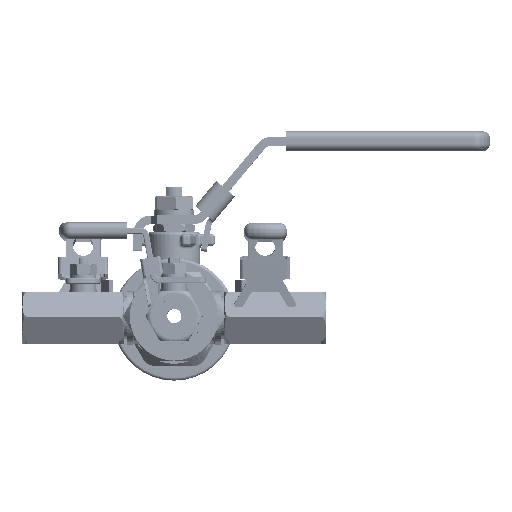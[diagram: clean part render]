
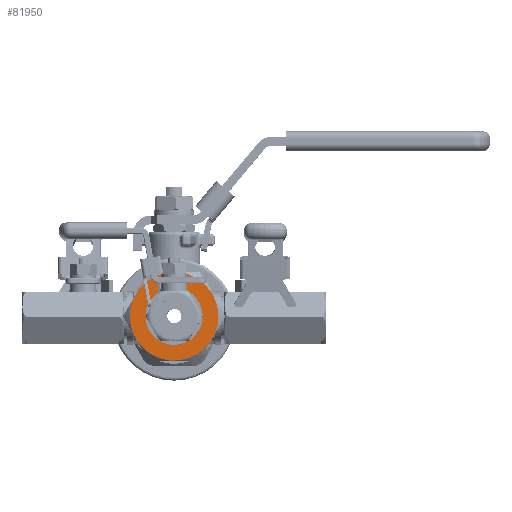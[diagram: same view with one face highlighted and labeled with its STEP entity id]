
A CAD part, top view. The second image highlights one B-rep face of the part: STEP entity #81950.
In plain terms, the highlighted planar face has unit normal (0, 0, 1).
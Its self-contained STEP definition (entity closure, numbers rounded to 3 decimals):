
#141 = CARTESIAN_POINT ( 'NONE',  ( -9.8, 0., 23.5 ) ) ;
#520 = DIRECTION ( 'NONE',  ( 1., 0., 0. ) ) ;
#1192 = DIRECTION ( 'NONE',  ( 0., 0., 1. ) ) ;
#1219 = AXIS2_PLACEMENT_3D ( 'NONE', #39193, #59572, #58675 ) ;
#2123 = AXIS2_PLACEMENT_3D ( 'NONE', #41370, #33992, #14928 ) ;
#2335 = DIRECTION ( 'NONE',  ( 0., 0., 1. ) ) ;
#4463 = CARTESIAN_POINT ( 'NONE',  ( 0., -15.2, 23.5 ) ) ;
#4725 = CARTESIAN_POINT ( 'NONE',  ( 9.8, 0., 23.5 ) ) ;
#5372 = ORIENTED_EDGE ( 'NONE', *, *, #18043, .F. ) ;
#6545 = DIRECTION ( 'NONE',  ( 0., 0., 1. ) ) ;
#6634 = FACE_OUTER_BOUND ( 'NONE', #61234, .T. ) ;
#6912 = CARTESIAN_POINT ( 'NONE',  ( 0., 0., 23.5 ) ) ;
#9212 = EDGE_CURVE ( 'NONE', #50100, #48638, #67280, .T. ) ;
#10567 = VERTEX_POINT ( 'NONE', #141 ) ;
#10586 = EDGE_CURVE ( 'NONE', #72827, #10567, #14874, .T. ) ;
#13441 = AXIS2_PLACEMENT_3D ( 'NONE', #59834, #67160, #14787 ) ;
#14037 = CARTESIAN_POINT ( 'NONE',  ( 0., 0., 23.5 ) ) ;
#14787 = DIRECTION ( 'NONE',  ( 1., 0., 0. ) ) ;
#14874 = CIRCLE ( 'NONE', #13441, 9.8 ) ;
#14928 = DIRECTION ( 'NONE',  ( -1., 0., 0. ) ) ;
#16228 = VERTEX_POINT ( 'NONE', #34152 ) ;
#16389 = AXIS2_PLACEMENT_3D ( 'NONE', #62761, #30346, #42904 ) ;
#18043 = EDGE_CURVE ( 'NONE', #10567, #72827, #32340, .T. ) ;
#21066 = EDGE_CURVE ( 'NONE', #79761, #75362, #63156, .T. ) ;
#23562 = EDGE_CURVE ( 'NONE', #16228, #41722, #27284, .T. ) ;
#24363 = ORIENTED_EDGE ( 'NONE', *, *, #78042, .T. ) ;
#25400 = DIRECTION ( 'NONE',  ( 0., 0., 1. ) ) ;
#25677 = PLANE ( 'NONE',  #82551 ) ;
#27115 = CARTESIAN_POINT ( 'NONE',  ( -13.164, -7.6, 23.5 ) ) ;
#27284 = CIRCLE ( 'NONE', #1219, 15.2 ) ;
#28529 = ORIENTED_EDGE ( 'NONE', *, *, #21066, .T. ) ;
#30097 = ORIENTED_EDGE ( 'NONE', *, *, #10586, .F. ) ;
#30346 = DIRECTION ( 'NONE',  ( 0., 0., 1. ) ) ;
#31080 = CIRCLE ( 'NONE', #79495, 15.2 ) ;
#31933 = DIRECTION ( 'NONE',  ( 1., 0., 0. ) ) ;
#32340 = CIRCLE ( 'NONE', #80773, 9.8 ) ;
#33062 = ORIENTED_EDGE ( 'NONE', *, *, #9212, .T. ) ;
#33592 = ORIENTED_EDGE ( 'NONE', *, *, #74116, .T. ) ;
#33992 = DIRECTION ( 'NONE',  ( 0., 0., -1. ) ) ;
#34152 = CARTESIAN_POINT ( 'NONE',  ( -13.164, 7.6, 23.5 ) ) ;
#34870 = EDGE_CURVE ( 'NONE', #16228, #41518, #39406, .T. ) ;
#37902 = ORIENTED_EDGE ( 'NONE', *, *, #34870, .F. ) ;
#38944 = DIRECTION ( 'NONE',  ( 0., 0., 1. ) ) ;
#39193 = CARTESIAN_POINT ( 'NONE',  ( 0., 0., 23.5 ) ) ;
#39406 = CIRCLE ( 'NONE', #2123, 15.2 ) ;
#41370 = CARTESIAN_POINT ( 'NONE',  ( 0., 0., 23.5 ) ) ;
#41518 = VERTEX_POINT ( 'NONE', #46842 ) ;
#41722 = VERTEX_POINT ( 'NONE', #42456 ) ;
#42456 = CARTESIAN_POINT ( 'NONE',  ( -15.2, 0., 23.5 ) ) ;
#42904 = DIRECTION ( 'NONE',  ( 1., 0., 0. ) ) ;
#44541 = ORIENTED_EDGE ( 'NONE', *, *, #66639, .T. ) ;
#45194 = CARTESIAN_POINT ( 'NONE',  ( 0., 0., 23.5 ) ) ;
#46115 = CIRCLE ( 'NONE', #50305, 15.2 ) ;
#46842 = CARTESIAN_POINT ( 'NONE',  ( 0., 15.2, 23.5 ) ) ;
#48638 = VERTEX_POINT ( 'NONE', #4463 ) ;
#50100 = VERTEX_POINT ( 'NONE', #27115 ) ;
#50305 = AXIS2_PLACEMENT_3D ( 'NONE', #66928, #25400, #31933 ) ;
#53721 = CIRCLE ( 'NONE', #16389, 15.2 ) ;
#53882 = ORIENTED_EDGE ( 'NONE', *, *, #23562, .T. ) ;
#58675 = DIRECTION ( 'NONE',  ( 1., 0., 0. ) ) ;
#59011 = DIRECTION ( 'NONE',  ( 1., 0., 0. ) ) ;
#59572 = DIRECTION ( 'NONE',  ( 0., 0., 1. ) ) ;
#59805 = CARTESIAN_POINT ( 'NONE',  ( 0., 0., 23.5 ) ) ;
#59834 = CARTESIAN_POINT ( 'NONE',  ( 0., 0., 23.5 ) ) ;
#59896 = CARTESIAN_POINT ( 'NONE',  ( 13.164, 7.6, 23.5 ) ) ;
#60025 = DIRECTION ( 'NONE',  ( 1., 0., 0. ) ) ;
#61234 = EDGE_LOOP ( 'NONE', ( #28529, #24363, #37902, #53882, #33592, #33062, #44541 ) ) ;
#62761 = CARTESIAN_POINT ( 'NONE',  ( 0., 0., 23.5 ) ) ;
#63156 = CIRCLE ( 'NONE', #75616, 15.2 ) ;
#66537 = CARTESIAN_POINT ( 'NONE',  ( 0., 0., 23.5 ) ) ;
#66639 = EDGE_CURVE ( 'NONE', #48638, #79761, #53721, .T. ) ;
#66928 = CARTESIAN_POINT ( 'NONE',  ( 0., 0., 23.5 ) ) ;
#67160 = DIRECTION ( 'NONE',  ( 0., 0., 1. ) ) ;
#67280 = CIRCLE ( 'NONE', #71417, 15.2 ) ;
#67788 = CARTESIAN_POINT ( 'NONE',  ( 13.164, -7.6, 23.5 ) ) ;
#71138 = FACE_BOUND ( 'NONE', #79421, .T. ) ;
#71417 = AXIS2_PLACEMENT_3D ( 'NONE', #14037, #2335, #81585 ) ;
#71593 = DIRECTION ( 'NONE',  ( 0., 0., 1. ) ) ;
#72827 = VERTEX_POINT ( 'NONE', #4725 ) ;
#74116 = EDGE_CURVE ( 'NONE', #41722, #50100, #46115, .T. ) ;
#75362 = VERTEX_POINT ( 'NONE', #59896 ) ;
#75616 = AXIS2_PLACEMENT_3D ( 'NONE', #59805, #6545, #520 ) ;
#78042 = EDGE_CURVE ( 'NONE', #75362, #41518, #31080, .T. ) ;
#79421 = EDGE_LOOP ( 'NONE', ( #5372, #30097 ) ) ;
#79495 = AXIS2_PLACEMENT_3D ( 'NONE', #66537, #1192, #60025 ) ;
#79761 = VERTEX_POINT ( 'NONE', #67788 ) ;
#80773 = AXIS2_PLACEMENT_3D ( 'NONE', #6912, #38944, #84437 ) ;
#81585 = DIRECTION ( 'NONE',  ( 1., 0., 0. ) ) ;
#81950 = ADVANCED_FACE ( 'NONE', ( #71138, #6634 ), #25677, .T. ) ;
#82551 = AXIS2_PLACEMENT_3D ( 'NONE', #45194, #71593, #59011 ) ;
#84437 = DIRECTION ( 'NONE',  ( 1., 0., 0. ) ) ;
